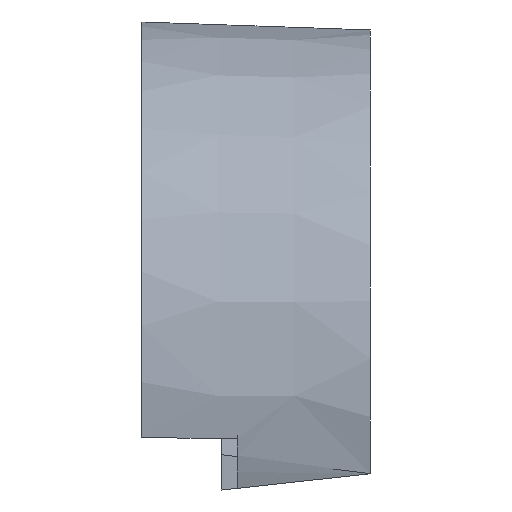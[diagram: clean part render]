
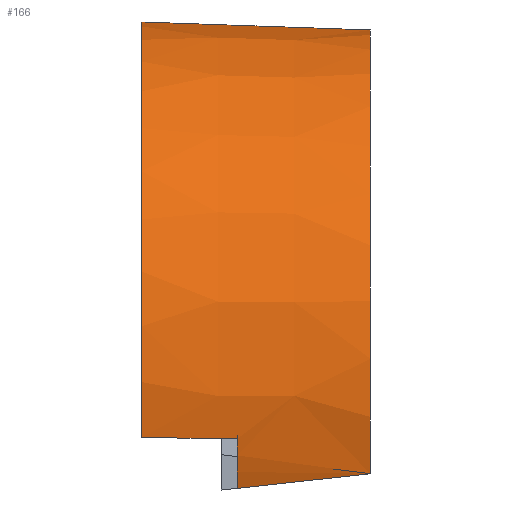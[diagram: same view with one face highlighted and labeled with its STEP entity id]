
A CAD part, front view. The second image highlights one B-rep face of the part: STEP entity #166.
In plain terms, the highlighted conical face has half-angle 2 degrees and reference radius 21.873 mm.
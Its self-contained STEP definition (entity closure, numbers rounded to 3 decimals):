
#1 = EDGE_CURVE ( 'NONE', #340, #356, #22, .T. ) ;
#15 = VERTEX_POINT ( 'NONE', #218 ) ;
#17 = VERTEX_POINT ( 'NONE', #86 ) ;
#22 = B_SPLINE_CURVE_WITH_KNOTS ( 'NONE', 3,
 ( #401, #94, #198, #402 ),
 .UNSPECIFIED., .F., .F.,
 ( 4, 4 ),
 ( 0.024, 0.032 ),
 .UNSPECIFIED. ) ;
#40 = B_SPLINE_CURVE_WITH_KNOTS ( 'NONE', 3,
 ( #141, #127, #174, #172 ),
 .UNSPECIFIED., .F., .F.,
 ( 4, 4 ),
 ( 0., 0.006 ),
 .UNSPECIFIED. ) ;
#41 = EDGE_CURVE ( 'NONE', #17, #15, #159, .T. ) ;
#52 = DIRECTION ( 'NONE',  ( -1., 0., 0. ) ) ;
#71 = EDGE_CURVE ( 'NONE', #406, #389, #40, .T. ) ;
#85 = AXIS2_PLACEMENT_3D ( 'NONE', #288, #259, #257 ) ;
#86 = CARTESIAN_POINT ( 'NONE',  ( -16.082, 170.25, 31.373 ) ) ;
#90 = ORIENTED_EDGE ( 'NONE', *, *, #71, .F. ) ;
#94 = CARTESIAN_POINT ( 'NONE',  ( -18.852, 149.85, 3.3 ) ) ;
#104 = CARTESIAN_POINT ( 'NONE',  ( -30.4, 170.25, 10. ) ) ;
#112 = EDGE_LOOP ( 'NONE', ( #290, #235, #232, #90, #397, #299 ) ) ;
#127 = CARTESIAN_POINT ( 'NONE',  ( -26.4, 148.918, 5.84 ) ) ;
#130 = CIRCLE ( 'NONE', #180, 21.663 ) ;
#131 = CONICAL_SURFACE ( 'NONE', #264, 21.873, 0.035 ) ;
#136 = CIRCLE ( 'NONE', #85, 21.373 ) ;
#141 = CARTESIAN_POINT ( 'NONE',  ( -24.4, 148.994, 5.819 ) ) ;
#154 = CIRCLE ( 'NONE', #226, 21.873 ) ;
#156 = FACE_OUTER_BOUND ( 'NONE', #112, .T. ) ;
#157 = VECTOR ( 'NONE', #160, 1000. ) ;
#159 = LINE ( 'NONE', #380, #157 ) ;
#160 = DIRECTION ( 'NONE',  ( -0.999, 0., 0.035 ) ) ;
#166 = ADVANCED_FACE ( 'NONE', ( #156 ), #131, .T. ) ;
#172 = CARTESIAN_POINT ( 'NONE',  ( -30.4, 148.768, 5.882 ) ) ;
#174 = CARTESIAN_POINT ( 'NONE',  ( -28.4, 148.843, 5.861 ) ) ;
#180 = AXIS2_PLACEMENT_3D ( 'NONE', #302, #300, #209 ) ;
#198 = CARTESIAN_POINT ( 'NONE',  ( -21.625, 149.85, 2.998 ) ) ;
#200 = CARTESIAN_POINT ( 'NONE',  ( -24.4, 148.994, 5.819 ) ) ;
#209 = DIRECTION ( 'NONE',  ( 0., 0., -1. ) ) ;
#214 = DIRECTION ( 'NONE',  ( 1., 0., 0. ) ) ;
#215 = CARTESIAN_POINT ( 'NONE',  ( -30.4, 170.25, 10. ) ) ;
#218 = CARTESIAN_POINT ( 'NONE',  ( -30.4, 170.25, 31.873 ) ) ;
#226 = AXIS2_PLACEMENT_3D ( 'NONE', #215, #214, #278 ) ;
#232 = ORIENTED_EDGE ( 'NONE', *, *, #284, .T. ) ;
#235 = ORIENTED_EDGE ( 'NONE', *, *, #41, .T. ) ;
#257 = DIRECTION ( 'NONE',  ( 0., 0., 1. ) ) ;
#259 = DIRECTION ( 'NONE',  ( 1., 0., 0. ) ) ;
#263 = CARTESIAN_POINT ( 'NONE',  ( -30.4, 148.768, 5.882 ) ) ;
#264 = AXIS2_PLACEMENT_3D ( 'NONE', #104, #52, #289 ) ;
#269 = CARTESIAN_POINT ( 'NONE',  ( -16.082, 149.85, 3.625 ) ) ;
#273 = CARTESIAN_POINT ( 'NONE',  ( -24.4, 149.85, 2.71 ) ) ;
#278 = DIRECTION ( 'NONE',  ( 0., 0., 1. ) ) ;
#284 = EDGE_CURVE ( 'NONE', #15, #389, #154, .T. ) ;
#288 = CARTESIAN_POINT ( 'NONE',  ( -16.082, 170.25, 10. ) ) ;
#289 = DIRECTION ( 'NONE',  ( 0., 0., 1. ) ) ;
#290 = ORIENTED_EDGE ( 'NONE', *, *, #393, .F. ) ;
#299 = ORIENTED_EDGE ( 'NONE', *, *, #1, .F. ) ;
#300 = DIRECTION ( 'NONE',  ( -1., 0., 0. ) ) ;
#302 = CARTESIAN_POINT ( 'NONE',  ( -24.4, 170.25, 10. ) ) ;
#319 = EDGE_CURVE ( 'NONE', #356, #406, #130, .T. ) ;
#340 = VERTEX_POINT ( 'NONE', #269 ) ;
#356 = VERTEX_POINT ( 'NONE', #273 ) ;
#380 = CARTESIAN_POINT ( 'NONE',  ( -30.4, 170.25, 31.873 ) ) ;
#389 = VERTEX_POINT ( 'NONE', #263 ) ;
#393 = EDGE_CURVE ( 'NONE', #17, #340, #136, .T. ) ;
#397 = ORIENTED_EDGE ( 'NONE', *, *, #319, .F. ) ;
#401 = CARTESIAN_POINT ( 'NONE',  ( -16.082, 149.85, 3.625 ) ) ;
#402 = CARTESIAN_POINT ( 'NONE',  ( -24.4, 149.85, 2.71 ) ) ;
#406 = VERTEX_POINT ( 'NONE', #200 ) ;
